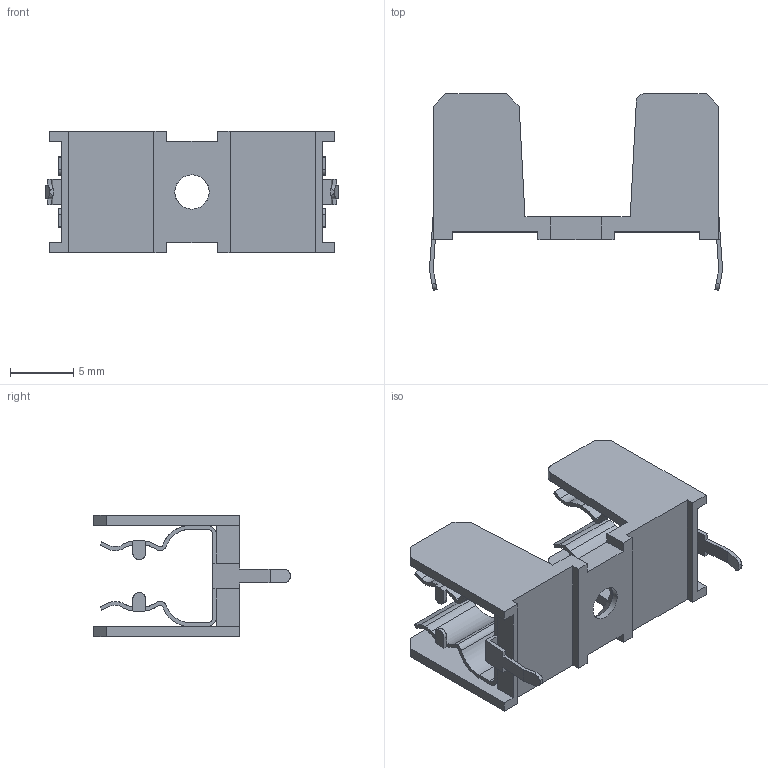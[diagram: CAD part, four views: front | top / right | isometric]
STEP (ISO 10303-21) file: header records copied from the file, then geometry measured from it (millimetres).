
FILE_DESCRIPTION (( 'STEP AP214' ), '1' );
FILE_NAME ('31-8201.STEP', '2019-02-08T20:37:05', ( '' ), ( '' ), 'SwSTEP 2.0', 'SolidWorks 2018', '' );
FILE_SCHEMA (( 'AUTOMOTIVE_DESIGN' ));
Length unit declared in the file: millimetre
Products named in the file (1): 31-8201
Bounding box: 23.1 x 15.5 x 9.6 mm (x, y, z)
Volume: 550 mm3; surface area: 1570.6 mm2
Topology: 1 solids, 1 shells, 180 faces, 526 edges, 344 vertices
Faces by surface type: plane 112, cylinder 66, cone 2
Entity records: 8127 total; most frequent: CARTESIAN_POINT 2955, ORIENTED_EDGE 1052, EDGE_CURVE 526, B_SPLINE_CURVE_WITH_KNOTS 508, DIRECTION 380, VERTEX_POINT 344, EDGE_LOOP 186, AXIS2_PLACEMENT_3D 181
